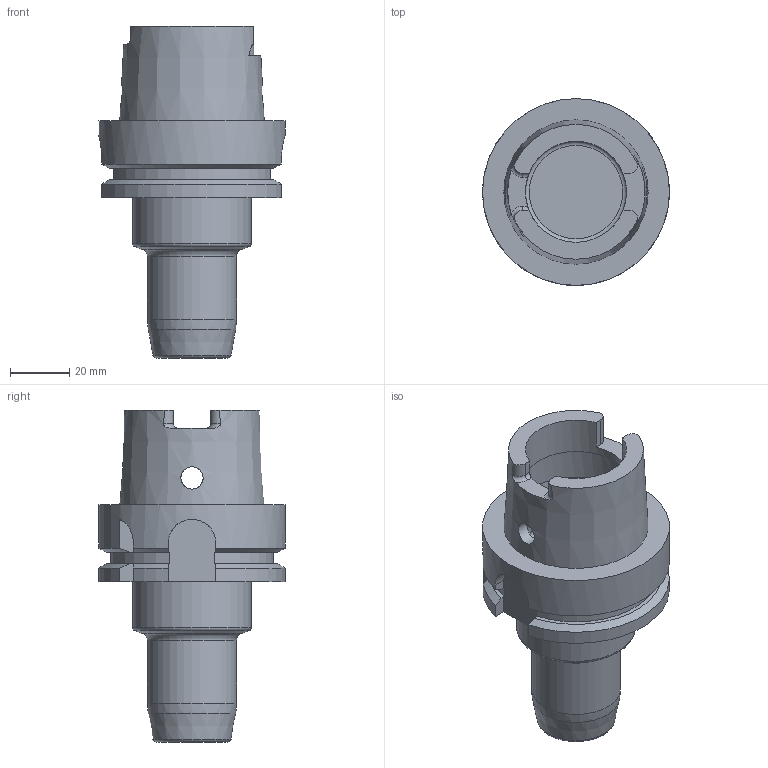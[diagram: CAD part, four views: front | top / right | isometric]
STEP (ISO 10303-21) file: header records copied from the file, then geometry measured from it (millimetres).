
FILE_DESCRIPTION(/* description */ (''),/* implementation_level */ '2;1');
FILE_NAME(/* name */ '1801_1_3d.stp',/* time_stamp */ '2021-11-19T09:13:20+01:00',/* author */ (''),/* organization */ ('SMS'),/* preprocessor_version */ 'ST-DEVELOPER v16.7',/* originating_system */ 'SIEMENS PLM Software NX 12.0',/* authorisation */ '');
FILE_SCHEMA (('AUTOMOTIVE_DESIGN { 1 0 10303 214 3 1 1 1 }'));
Length unit declared in the file: millimetre
Products named in the file (1): 1801_1_3D
Bounding box: 62.94 x 62.94 x 111.9 mm (x, y, z)
Volume: 131230.8 mm3; surface area: 26705.7 mm2
Topology: 1 solids, 1 shells, 77 faces, 218 edges, 142 vertices
Faces by surface type: plane 34, cylinder 24, cone 10, torus 8, bspline 1
Full cylindrical faces by diameter (mm): 7.5 x2, 30 x1, 34.05 x2, 40 x1, 40.08 x1, 62.94 x1
Entity records: 2734 total; most frequent: CARTESIAN_POINT 860, DIRECTION 377, ORIENTED_EDGE 370, EDGE_CURVE 185, AXIS2_PLACEMENT_3D 145, VERTEX_POINT 129, EDGE_LOOP 100, LINE 87
